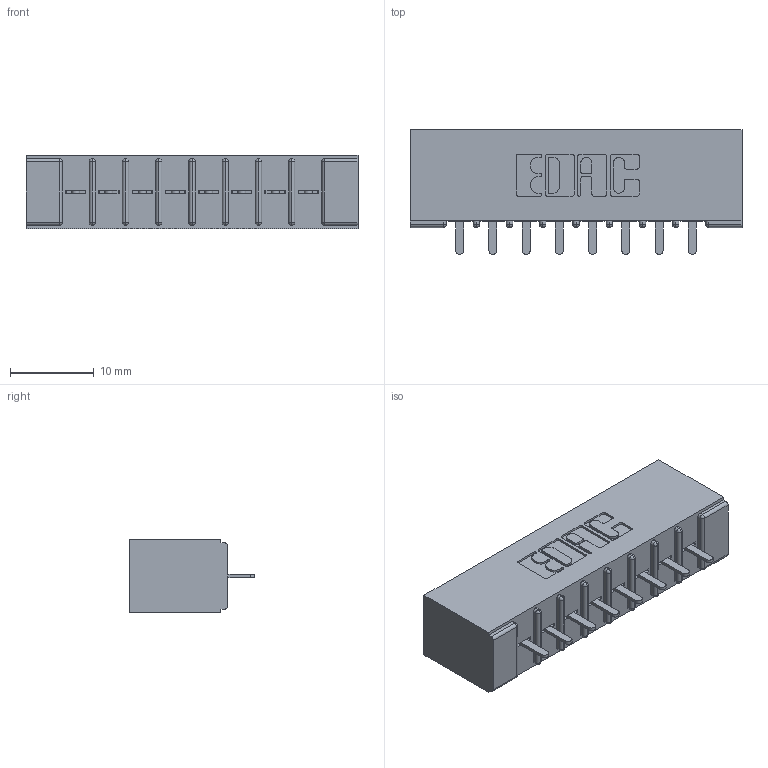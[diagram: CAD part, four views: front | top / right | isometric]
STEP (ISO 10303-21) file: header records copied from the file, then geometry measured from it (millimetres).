
FILE_DESCRIPTION (( 'STEP AP203' ), '1' );
FILE_NAME ('356-008-421-101.STEP', '2020-09-23T09:15:59', ( '' ), ( '' ), 'SwSTEP 2.0', 'SolidWorks 2020', '' );
FILE_SCHEMA (( 'CONFIG_CONTROL_DESIGN' ));
Length unit declared in the file: inch
Products named in the file (3): 306-290-001_121; 306 Part_No Mounting; 356-008-421-101
Assembly tree (9 placements, depth 2):
  356-008-421-101
    306 Part_No Mounting
    306-290-001_121  x8
Bounding box: 39.57 x 14.88 x 8.71 mm (x, y, z)
Volume: 2907.1 mm3; surface area: 4069.3 mm2
Topology: 9 solids, 9 shells, 668 faces, 1868 edges, 1200 vertices
Faces by surface type: plane 440, cylinder 196, sphere 32
Entity records: 11543 total; most frequent: CARTESIAN_POINT 1931, DIRECTION 1908, ORIENTED_EDGE 1908, EDGE_CURVE 954, VECTOR 730, LINE 730, VERTEX_POINT 612, AXIS2_PLACEMENT_3D 589
